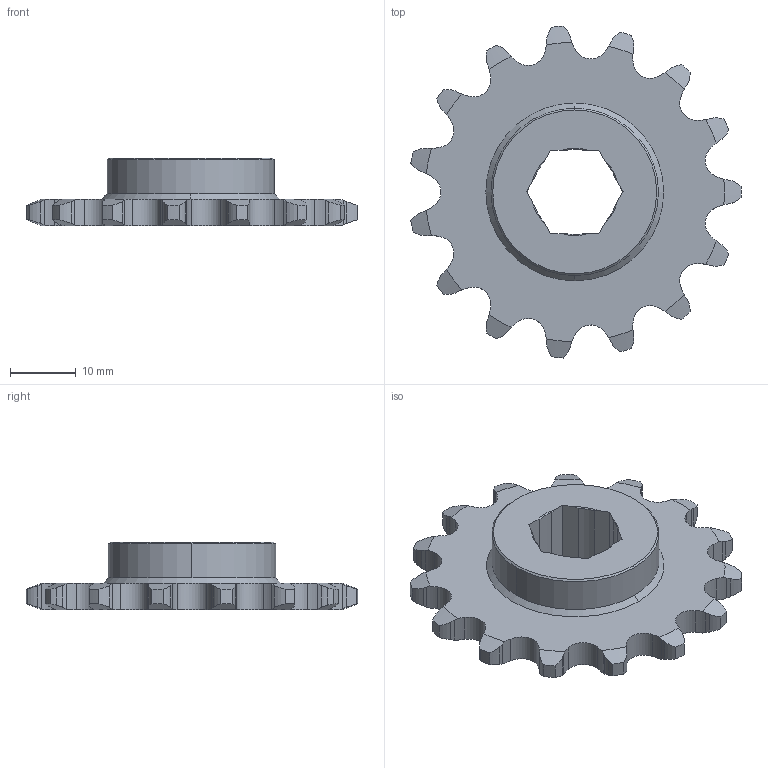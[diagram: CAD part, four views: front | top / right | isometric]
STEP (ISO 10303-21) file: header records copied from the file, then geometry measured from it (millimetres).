
FILE_DESCRIPTION (( 'STEP AP203' ), '1' );
FILE_NAME ('s35-15he-500h.STEP', '2012-11-21T19:33:02', ( '' ), ( '' ), 'SwSTEP 2.0', 'SolidWorks 2010', '' );
FILE_SCHEMA (( 'CONFIG_CONTROL_DESIGN' ));
Length unit declared in the file: inch
Products named in the file (1): s35-15he-500h
Bounding box: 50.14 x 50.4 x 10.29 mm (x, y, z)
Volume: 8121.1 mm3; surface area: 4615.6 mm2
Topology: 1 solids, 1 shells, 198 faces, 585 edges, 390 vertices
Faces by surface type: cylinder 106, cone 47, plane 45
Entity records: 7072 total; most frequent: CARTESIAN_POINT 1910, ORIENTED_EDGE 1170, DIRECTION 975, EDGE_CURVE 585, AXIS2_PLACEMENT_3D 399, VERTEX_POINT 390, B_SPLINE_CURVE_WITH_KNOTS 208, EDGE_LOOP 201
